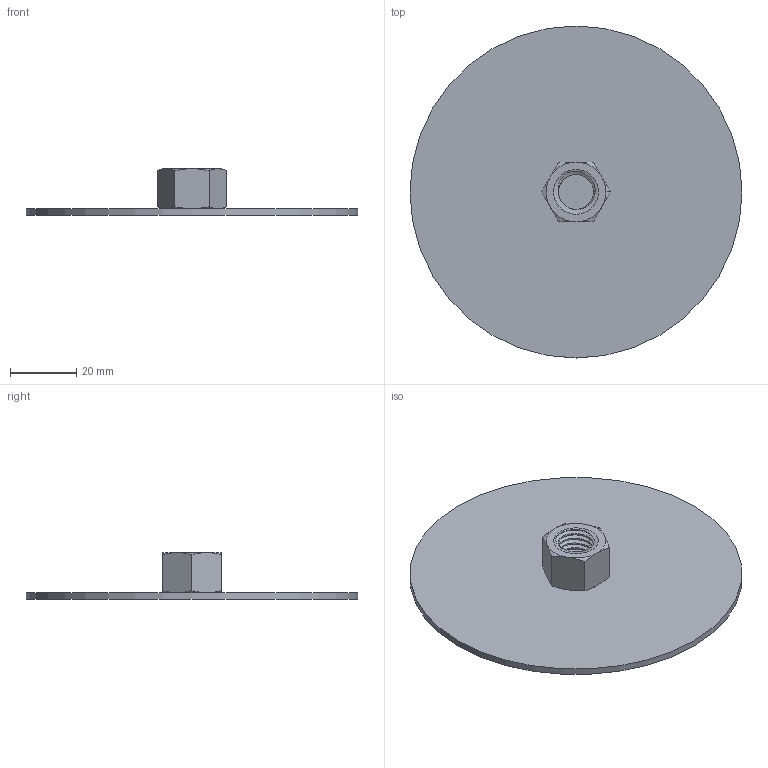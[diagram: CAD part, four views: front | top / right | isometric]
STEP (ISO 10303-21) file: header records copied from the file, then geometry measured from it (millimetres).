
FILE_DESCRIPTION(('FreeCAD Model'),'2;1');
FILE_NAME('Open CASCADE Shape Model','2025-11-11T21:53:30',('Author'),( ''),'Open CASCADE STEP processor 7.8','FreeCAD','Unknown');
FILE_SCHEMA(('AUTOMOTIVE_DESIGN { 1 0 10303 214 1 1 1 1 }'));
Length unit declared in the file: millimetre
Products named in the file (2): Part; Body
Assembly tree (1 placements, depth 2):
  Part
    Body
Bounding box: 100 x 100 x 14 mm (x, y, z)
Volume: 17822.8 mm3; surface area: 17882.3 mm2
Topology: 1 solids, 1 shells, 58 faces, 120 edges, 66 vertices
Faces by surface type: bspline 24, cone 16, plane 10, cylinder 8
Full cylindrical faces by diameter (mm): 10.566 x5, 100 x1
Entity records: 7903 total; most frequent: CARTESIAN_POINT 5652, DIRECTION 347, ORIENTED_EDGE 240, PCURVE 240, DEFINITIONAL_REPRESENTATION 240, LINE 147, VECTOR 147, EDGE_CURVE 120
